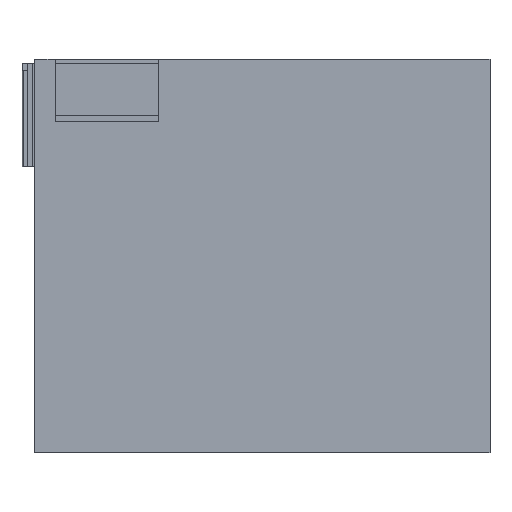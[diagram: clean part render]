
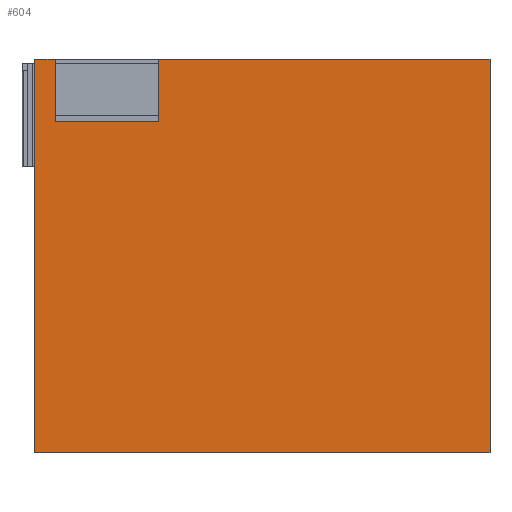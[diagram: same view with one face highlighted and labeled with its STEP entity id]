
A CAD part, left-side view. The second image highlights one B-rep face of the part: STEP entity #604.
In plain terms, the highlighted planar face has unit normal (-1, 0, 0).
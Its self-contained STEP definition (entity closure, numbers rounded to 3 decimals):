
#568=AXIS2_PLACEMENT_3D('Plane Axis2P3D',#565,#566,#567) ;
#297=CARTESIAN_POINT('Vertex',(-49.5,0.,-188.)) ;
#311=CARTESIAN_POINT('Vertex',(-49.5,-220.,-188.)) ;
#314=CARTESIAN_POINT('Line Origine',(-49.5,-110.,-188.)) ;
#413=CARTESIAN_POINT('Vertex',(-49.5,-60.,-28.)) ;
#420=CARTESIAN_POINT('Vertex',(-49.5,-10.,-28.)) ;
#423=CARTESIAN_POINT('Line Origine',(-49.5,-35.,-28.)) ;
#465=CARTESIAN_POINT('Vertex',(-49.5,-10.,2.)) ;
#468=CARTESIAN_POINT('Line Origine',(-49.5,-10.,-13.)) ;
#532=CARTESIAN_POINT('Line Origine',(-49.5,-60.,-13.)) ;
#536=CARTESIAN_POINT('Vertex',(-49.5,-60.,2.)) ;
#565=CARTESIAN_POINT('Axis2P3D Location',(-49.5,0.,-208.)) ;
#570=CARTESIAN_POINT('Line Origine',(-49.5,-5.,2.)) ;
#574=CARTESIAN_POINT('Vertex',(-49.5,0.,2.)) ;
#577=CARTESIAN_POINT('Line Origine',(-49.5,0.,-93.)) ;
#582=CARTESIAN_POINT('Line Origine',(-49.5,-220.,-93.)) ;
#586=CARTESIAN_POINT('Vertex',(-49.5,-220.,2.)) ;
#589=CARTESIAN_POINT('Line Origine',(-49.5,-140.,2.)) ;
#315=DIRECTION('Vector Direction',(0.,1.,0.)) ;
#424=DIRECTION('Vector Direction',(0.,-1.,0.)) ;
#469=DIRECTION('Vector Direction',(0.,0.,-1.)) ;
#533=DIRECTION('Vector Direction',(0.,0.,-1.)) ;
#566=DIRECTION('Axis2P3D Direction',(1.,0.,0.)) ;
#567=DIRECTION('Axis2P3D XDirection',(0.,1.,0.)) ;
#571=DIRECTION('Vector Direction',(0.,-1.,0.)) ;
#578=DIRECTION('Vector Direction',(0.,0.,1.)) ;
#583=DIRECTION('Vector Direction',(0.,0.,1.)) ;
#590=DIRECTION('Vector Direction',(0.,-1.,0.)) ;
#316=VECTOR('Line Direction',#315,1.) ;
#425=VECTOR('Line Direction',#424,1.) ;
#470=VECTOR('Line Direction',#469,1.) ;
#534=VECTOR('Line Direction',#533,1.) ;
#572=VECTOR('Line Direction',#571,1.) ;
#579=VECTOR('Line Direction',#578,1.) ;
#584=VECTOR('Line Direction',#583,1.) ;
#591=VECTOR('Line Direction',#590,1.) ;
#595=ORIENTED_EDGE('',*,*,#576,.F.) ;
#596=ORIENTED_EDGE('',*,*,#581,.F.) ;
#597=ORIENTED_EDGE('',*,*,#318,.F.) ;
#598=ORIENTED_EDGE('',*,*,#588,.T.) ;
#599=ORIENTED_EDGE('',*,*,#593,.F.) ;
#600=ORIENTED_EDGE('',*,*,#538,.T.) ;
#601=ORIENTED_EDGE('',*,*,#427,.F.) ;
#602=ORIENTED_EDGE('',*,*,#472,.F.) ;
#604=ADVANCED_FACE('Hauptkoerper nicht benutzen',(#603),#569,.F.) ;
#318=EDGE_CURVE('',#312,#298,#317,.T.) ;
#427=EDGE_CURVE('',#421,#414,#426,.T.) ;
#472=EDGE_CURVE('',#466,#421,#471,.T.) ;
#538=EDGE_CURVE('',#537,#414,#535,.T.) ;
#576=EDGE_CURVE('',#575,#466,#573,.T.) ;
#581=EDGE_CURVE('',#298,#575,#580,.T.) ;
#588=EDGE_CURVE('',#312,#587,#585,.T.) ;
#593=EDGE_CURVE('',#537,#587,#592,.T.) ;
#594=EDGE_LOOP('',(#595,#596,#597,#598,#599,#600,#601,#602)) ;
#603=FACE_OUTER_BOUND('',#594,.T.) ;
#317=LINE('Line',#314,#316) ;
#426=LINE('Line',#423,#425) ;
#471=LINE('Line',#468,#470) ;
#535=LINE('Line',#532,#534) ;
#573=LINE('Line',#570,#572) ;
#580=LINE('Line',#577,#579) ;
#585=LINE('Line',#582,#584) ;
#592=LINE('Line',#589,#591) ;
#569=PLANE('Plane',#568) ;
#298=VERTEX_POINT('',#297) ;
#312=VERTEX_POINT('',#311) ;
#414=VERTEX_POINT('',#413) ;
#421=VERTEX_POINT('',#420) ;
#466=VERTEX_POINT('',#465) ;
#537=VERTEX_POINT('',#536) ;
#575=VERTEX_POINT('',#574) ;
#587=VERTEX_POINT('',#586) ;
